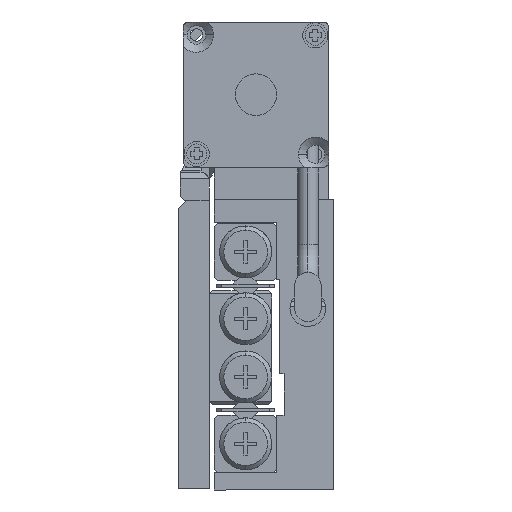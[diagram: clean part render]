
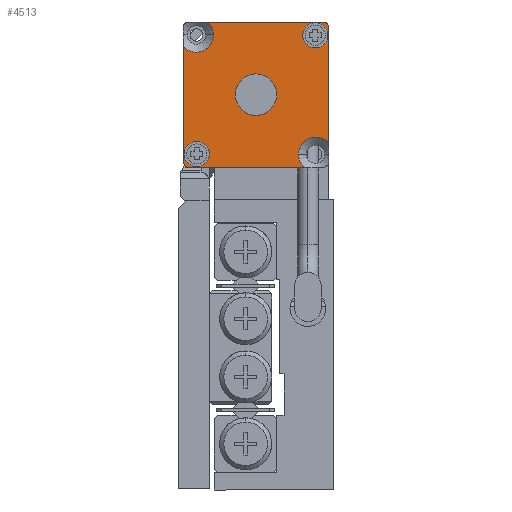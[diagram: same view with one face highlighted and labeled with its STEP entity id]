
A CAD part, left-side view. The second image highlights one B-rep face of the part: STEP entity #4513.
In plain terms, the highlighted face is planar.
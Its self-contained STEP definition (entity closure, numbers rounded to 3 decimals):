
#453 = EDGE_CURVE ( 'NONE', #21901, #35138, #40377, .T. ) ;
#790 = EDGE_CURVE ( 'NONE', #15749, #38586, #24974, .T. ) ;
#1073 = DIRECTION ( 'NONE',  ( 1., 0., 0. ) ) ;
#1298 = VERTEX_POINT ( 'NONE', #32689 ) ;
#1943 = EDGE_CURVE ( 'NONE', #35138, #21901, #18608, .T. ) ;
#2111 = CARTESIAN_POINT ( 'NONE',  ( 12.75, -12.75, 30. ) ) ;
#2418 = CIRCLE ( 'NONE', #25274, 1.664 ) ;
#2486 = DIRECTION ( 'NONE',  ( 0., 0., 1. ) ) ;
#2725 = DIRECTION ( 'NONE',  ( 1., 0., 0. ) ) ;
#2806 = CIRCLE ( 'NONE', #12612, 1.664 ) ;
#3061 = CIRCLE ( 'NONE', #5678, 1.213 ) ;
#3102 = DIRECTION ( 'NONE',  ( 1., 0., 0. ) ) ;
#3975 = DIRECTION ( 'NONE',  ( 0., 0., 1. ) ) ;
#4100 = EDGE_LOOP ( 'NONE', ( #20902, #7428 ) ) ;
#4399 = VECTOR ( 'NONE', #24112, 1000. ) ;
#4444 = CARTESIAN_POINT ( 'NONE',  ( 2.348, 0., 30. ) ) ;
#4513 = ADVANCED_FACE ( 'NONE', ( #6344, #15139, #27416, #31090 ), #14949, .T. ) ;
#5089 = AXIS2_PLACEMENT_3D ( 'NONE', #28349, #8934, #34293 ) ;
#5585 = CARTESIAN_POINT ( 'NONE',  ( 1.286, -12.714, 30. ) ) ;
#5678 = AXIS2_PLACEMENT_3D ( 'NONE', #34124, #12249, #11436 ) ;
#6031 = AXIS2_PLACEMENT_3D ( 'NONE', #27901, #31370, #36903 ) ;
#6344 = FACE_BOUND ( 'NONE', #27534, .T. ) ;
#6655 = VERTEX_POINT ( 'NONE', #29106 ) ;
#6788 = EDGE_LOOP ( 'NONE', ( #24159, #31506, #18434, #26672, #30313, #19484, #15464, #34361, #32572, #12741 ) ) ;
#7089 = CIRCLE ( 'NONE', #12303, 0.5 ) ;
#7103 = DIRECTION ( 'NONE',  ( 0., 0., 1. ) ) ;
#7428 = ORIENTED_EDGE ( 'NONE', *, *, #37697, .T. ) ;
#7618 = DIRECTION ( 'NONE',  ( 1., 0., 0. ) ) ;
#7758 = EDGE_CURVE ( 'NONE', #6655, #23750, #33518, .T. ) ;
#7764 = CARTESIAN_POINT ( 'NONE',  ( 13.5, 0., 30. ) ) ;
#7776 = EDGE_LOOP ( 'NONE', ( #21565, #23022 ) ) ;
#7829 = CARTESIAN_POINT ( 'NONE',  ( 1.286, -12.714, 30. ) ) ;
#7980 = CARTESIAN_POINT ( 'NONE',  ( 0., -2.348, 30. ) ) ;
#8930 = CARTESIAN_POINT ( 'NONE',  ( 0.5, -14., 30. ) ) ;
#8934 = DIRECTION ( 'NONE',  ( 0., 0., 1. ) ) ;
#9100 = LINE ( 'NONE', #24424, #22760 ) ;
#9640 = DIRECTION ( 'NONE',  ( 0., 0., 1. ) ) ;
#9696 = CARTESIAN_POINT ( 'NONE',  ( 11.086, -12.75, 30. ) ) ;
#10170 = DIRECTION ( 'NONE',  ( 1., 0., 0. ) ) ;
#10268 = CARTESIAN_POINT ( 'NONE',  ( 13.927, -1.286, 30. ) ) ;
#10283 = CARTESIAN_POINT ( 'NONE',  ( 13.5, -0.5, 30. ) ) ;
#10604 = ORIENTED_EDGE ( 'NONE', *, *, #33510, .F. ) ;
#10636 = CARTESIAN_POINT ( 'NONE',  ( 11.652, -14., 30. ) ) ;
#10666 = CARTESIAN_POINT ( 'NONE',  ( 2.499, -12.714, 30. ) ) ;
#10763 = EDGE_CURVE ( 'NONE', #1298, #23575, #40139, .T. ) ;
#11436 = DIRECTION ( 'NONE',  ( 1., 0., 0. ) ) ;
#11457 = DIRECTION ( 'NONE',  ( 0., 0., 1. ) ) ;
#11840 = VERTEX_POINT ( 'NONE', #10636 ) ;
#12249 = DIRECTION ( 'NONE',  ( 0., 0., 1. ) ) ;
#12303 = AXIS2_PLACEMENT_3D ( 'NONE', #26595, #11457, #17394 ) ;
#12612 = AXIS2_PLACEMENT_3D ( 'NONE', #2111, #33394, #2725 ) ;
#12673 = CARTESIAN_POINT ( 'NONE',  ( 5., -7., 30. ) ) ;
#12741 = ORIENTED_EDGE ( 'NONE', *, *, #10763, .F. ) ;
#12770 = CARTESIAN_POINT ( 'NONE',  ( 14., -0.5, 30. ) ) ;
#12933 = DIRECTION ( 'NONE',  ( 0., 0., 1. ) ) ;
#13154 = EDGE_CURVE ( 'NONE', #24884, #23575, #29837, .T. ) ;
#14278 = EDGE_CURVE ( 'NONE', #6655, #28046, #2418, .T. ) ;
#14606 = CARTESIAN_POINT ( 'NONE',  ( 11.501, -1.286, 30. ) ) ;
#14661 = EDGE_CURVE ( 'NONE', #28649, #1298, #29857, .T. ) ;
#14949 = PLANE ( 'NONE',  #29960 ) ;
#15113 = AXIS2_PLACEMENT_3D ( 'NONE', #10283, #12933, #1073 ) ;
#15139 = FACE_OUTER_BOUND ( 'NONE', #6788, .T. ) ;
#15464 = ORIENTED_EDGE ( 'NONE', *, *, #7758, .T. ) ;
#15749 = VERTEX_POINT ( 'NONE', #10268 ) ;
#16822 = AXIS2_PLACEMENT_3D ( 'NONE', #31104, #9640, #3102 ) ;
#17129 = VERTEX_POINT ( 'NONE', #10666 ) ;
#17394 = DIRECTION ( 'NONE',  ( 1., 0., 0. ) ) ;
#18434 = ORIENTED_EDGE ( 'NONE', *, *, #20198, .T. ) ;
#18557 = CIRCLE ( 'NONE', #21160, 1.213 ) ;
#18608 = CIRCLE ( 'NONE', #19927, 2. ) ;
#19484 = ORIENTED_EDGE ( 'NONE', *, *, #14278, .F. ) ;
#19648 = VERTEX_POINT ( 'NONE', #8930 ) ;
#19927 = AXIS2_PLACEMENT_3D ( 'NONE', #26897, #27298, #24232 ) ;
#20198 = EDGE_CURVE ( 'NONE', #24863, #19648, #7089, .T. ) ;
#20902 = ORIENTED_EDGE ( 'NONE', *, *, #31434, .T. ) ;
#21094 = CARTESIAN_POINT ( 'NONE',  ( 0., 0., 30. ) ) ;
#21160 = AXIS2_PLACEMENT_3D ( 'NONE', #5585, #36870, #27259 ) ;
#21565 = ORIENTED_EDGE ( 'NONE', *, *, #1943, .F. ) ;
#21660 = CARTESIAN_POINT ( 'NONE',  ( 0., 0., 30. ) ) ;
#21901 = VERTEX_POINT ( 'NONE', #31242 ) ;
#22012 = ORIENTED_EDGE ( 'NONE', *, *, #790, .F. ) ;
#22760 = VECTOR ( 'NONE', #33631, 1000. ) ;
#22842 = EDGE_CURVE ( 'NONE', #23750, #24884, #37998, .T. ) ;
#23022 = ORIENTED_EDGE ( 'NONE', *, *, #453, .F. ) ;
#23059 = VECTOR ( 'NONE', #36995, 1000. ) ;
#23575 = VERTEX_POINT ( 'NONE', #4444 ) ;
#23750 = VERTEX_POINT ( 'NONE', #12770 ) ;
#24112 = DIRECTION ( 'NONE',  ( -1., 0., 0. ) ) ;
#24159 = ORIENTED_EDGE ( 'NONE', *, *, #14661, .F. ) ;
#24232 = DIRECTION ( 'NONE',  ( 1., 0., 0. ) ) ;
#24424 = CARTESIAN_POINT ( 'NONE',  ( 0., -14., 30. ) ) ;
#24863 = VERTEX_POINT ( 'NONE', #36569 ) ;
#24884 = VERTEX_POINT ( 'NONE', #7764 ) ;
#24974 = CIRCLE ( 'NONE', #6031, 1.213 ) ;
#25274 = AXIS2_PLACEMENT_3D ( 'NONE', #29694, #3975, #35856 ) ;
#25287 = CARTESIAN_POINT ( 'NONE',  ( 1.25, -1.25, 30. ) ) ;
#25290 = EDGE_CURVE ( 'NONE', #28046, #11840, #2806, .T. ) ;
#25719 = LINE ( 'NONE', #34928, #38169 ) ;
#25838 = CIRCLE ( 'NONE', #31045, 1.213 ) ;
#26416 = EDGE_CURVE ( 'NONE', #28649, #24863, #25719, .T. ) ;
#26595 = CARTESIAN_POINT ( 'NONE',  ( 0.5, -13.5, 30. ) ) ;
#26672 = ORIENTED_EDGE ( 'NONE', *, *, #39811, .T. ) ;
#26897 = CARTESIAN_POINT ( 'NONE',  ( 7., -7., 30. ) ) ;
#27041 = CARTESIAN_POINT ( 'NONE',  ( 0.073, -12.714, 30. ) ) ;
#27259 = DIRECTION ( 'NONE',  ( 1., 0., 0. ) ) ;
#27298 = DIRECTION ( 'NONE',  ( 0., 0., 1. ) ) ;
#27416 = FACE_BOUND ( 'NONE', #7776, .T. ) ;
#27534 = EDGE_LOOP ( 'NONE', ( #22012, #10604 ) ) ;
#27901 = CARTESIAN_POINT ( 'NONE',  ( 12.714, -1.286, 30. ) ) ;
#28046 = VERTEX_POINT ( 'NONE', #9696 ) ;
#28349 = CARTESIAN_POINT ( 'NONE',  ( 7., -7., 30. ) ) ;
#28649 = VERTEX_POINT ( 'NONE', #7980 ) ;
#29106 = CARTESIAN_POINT ( 'NONE',  ( 14., -11.652, 30. ) ) ;
#29694 = CARTESIAN_POINT ( 'NONE',  ( 12.75, -12.75, 30. ) ) ;
#29837 = LINE ( 'NONE', #21660, #4399 ) ;
#29857 = CIRCLE ( 'NONE', #16822, 1.664 ) ;
#29960 = AXIS2_PLACEMENT_3D ( 'NONE', #21094, #2486, #39916 ) ;
#30313 = ORIENTED_EDGE ( 'NONE', *, *, #25290, .F. ) ;
#30848 = CARTESIAN_POINT ( 'NONE',  ( 14., 0., 30. ) ) ;
#31045 = AXIS2_PLACEMENT_3D ( 'NONE', #7829, #38526, #7618 ) ;
#31090 = FACE_BOUND ( 'NONE', #4100, .T. ) ;
#31104 = CARTESIAN_POINT ( 'NONE',  ( 1.25, -1.25, 30. ) ) ;
#31242 = CARTESIAN_POINT ( 'NONE',  ( 9., -7., 30. ) ) ;
#31370 = DIRECTION ( 'NONE',  ( 0., 0., 1. ) ) ;
#31434 = EDGE_CURVE ( 'NONE', #17129, #39129, #18557, .T. ) ;
#31506 = ORIENTED_EDGE ( 'NONE', *, *, #26416, .T. ) ;
#32572 = ORIENTED_EDGE ( 'NONE', *, *, #13154, .T. ) ;
#32689 = CARTESIAN_POINT ( 'NONE',  ( 2.914, -1.25, 30. ) ) ;
#33394 = DIRECTION ( 'NONE',  ( 0., 0., 1. ) ) ;
#33510 = EDGE_CURVE ( 'NONE', #38586, #15749, #3061, .T. ) ;
#33518 = LINE ( 'NONE', #30848, #23059 ) ;
#33631 = DIRECTION ( 'NONE',  ( 1., 0., 0. ) ) ;
#34124 = CARTESIAN_POINT ( 'NONE',  ( 12.714, -1.286, 30. ) ) ;
#34293 = DIRECTION ( 'NONE',  ( 1., 0., 0. ) ) ;
#34361 = ORIENTED_EDGE ( 'NONE', *, *, #22842, .T. ) ;
#34928 = CARTESIAN_POINT ( 'NONE',  ( 0., 0., 30. ) ) ;
#35138 = VERTEX_POINT ( 'NONE', #12673 ) ;
#35856 = DIRECTION ( 'NONE',  ( 1., 0., 0. ) ) ;
#36569 = CARTESIAN_POINT ( 'NONE',  ( 0., -13.5, 30. ) ) ;
#36870 = DIRECTION ( 'NONE',  ( 0., 0., -1. ) ) ;
#36903 = DIRECTION ( 'NONE',  ( 1., 0., 0. ) ) ;
#36995 = DIRECTION ( 'NONE',  ( 0., 1., 0. ) ) ;
#37697 = EDGE_CURVE ( 'NONE', #39129, #17129, #25838, .T. ) ;
#37998 = CIRCLE ( 'NONE', #15113, 0.5 ) ;
#37999 = DIRECTION ( 'NONE',  ( 0., -1., 0. ) ) ;
#38169 = VECTOR ( 'NONE', #37999, 1000. ) ;
#38526 = DIRECTION ( 'NONE',  ( 0., 0., -1. ) ) ;
#38586 = VERTEX_POINT ( 'NONE', #14606 ) ;
#38844 = AXIS2_PLACEMENT_3D ( 'NONE', #25287, #7103, #10170 ) ;
#39129 = VERTEX_POINT ( 'NONE', #27041 ) ;
#39811 = EDGE_CURVE ( 'NONE', #19648, #11840, #9100, .T. ) ;
#39916 = DIRECTION ( 'NONE',  ( 1., 0., 0. ) ) ;
#40139 = CIRCLE ( 'NONE', #38844, 1.664 ) ;
#40377 = CIRCLE ( 'NONE', #5089, 2. ) ;
